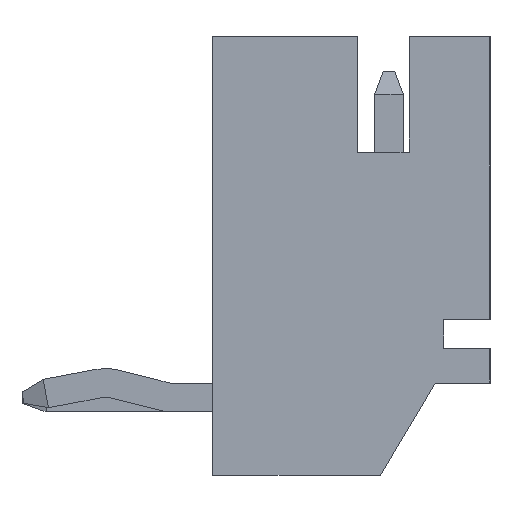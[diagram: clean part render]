
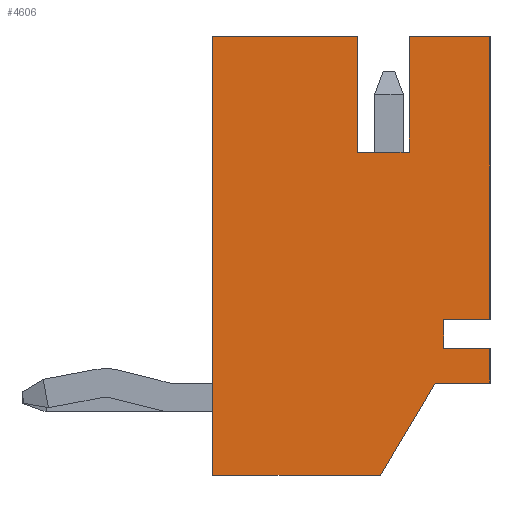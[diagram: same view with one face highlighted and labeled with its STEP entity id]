
A CAD part, left-side view. The second image highlights one B-rep face of the part: STEP entity #4606.
In plain terms, the highlighted planar face has unit normal (-1, 0, 0).
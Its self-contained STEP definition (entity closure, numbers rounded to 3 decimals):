
#654=ORIENTED_EDGE('',*,*,#1872,.F.);
#655=ORIENTED_EDGE('',*,*,#1873,.F.);
#656=ORIENTED_EDGE('',*,*,#1874,.F.);
#657=ORIENTED_EDGE('',*,*,#1875,.T.);
#658=ORIENTED_EDGE('',*,*,#1831,.T.);
#659=ORIENTED_EDGE('',*,*,#1876,.F.);
#660=ORIENTED_EDGE('',*,*,#1877,.F.);
#661=ORIENTED_EDGE('',*,*,#1814,.T.);
#662=ORIENTED_EDGE('',*,*,#1579,.T.);
#663=ORIENTED_EDGE('',*,*,#1878,.T.);
#664=ORIENTED_EDGE('',*,*,#1879,.T.);
#665=ORIENTED_EDGE('',*,*,#1880,.T.);
#666=ORIENTED_EDGE('',*,*,#1839,.T.);
#667=ORIENTED_EDGE('',*,*,#1836,.T.);
#1579=EDGE_CURVE('',#2243,#2242,#2684,.T.);
#1814=EDGE_CURVE('',#2411,#2243,#2900,.T.);
#1831=EDGE_CURVE('',#2422,#2421,#2916,.T.);
#1836=EDGE_CURVE('',#2427,#2426,#2921,.T.);
#1839=EDGE_CURVE('',#2429,#2427,#2924,.T.);
#1872=EDGE_CURVE('',#2453,#2426,#2957,.T.);
#1873=EDGE_CURVE('',#2454,#2453,#2958,.T.);
#1874=EDGE_CURVE('',#2455,#2454,#2959,.T.);
#1875=EDGE_CURVE('',#2455,#2422,#2960,.T.);
#1876=EDGE_CURVE('',#2456,#2421,#2961,.T.);
#1877=EDGE_CURVE('',#2411,#2456,#2962,.T.);
#1878=EDGE_CURVE('',#2242,#2457,#2963,.T.);
#1879=EDGE_CURVE('',#2457,#2458,#2964,.T.);
#1880=EDGE_CURVE('',#2458,#2429,#2965,.T.);
#2242=VERTEX_POINT('',#6507);
#2243=VERTEX_POINT('',#6509);
#2411=VERTEX_POINT('',#6971);
#2421=VERTEX_POINT('',#7003);
#2422=VERTEX_POINT('',#7005);
#2426=VERTEX_POINT('',#7014);
#2427=VERTEX_POINT('',#7016);
#2429=VERTEX_POINT('',#7022);
#2453=VERTEX_POINT('',#7083);
#2454=VERTEX_POINT('',#7085);
#2455=VERTEX_POINT('',#7087);
#2456=VERTEX_POINT('',#7090);
#2457=VERTEX_POINT('',#7093);
#2458=VERTEX_POINT('',#7095);
#2684=LINE('',#6508,#3299);
#2900=LINE('',#6970,#3515);
#2916=LINE('',#7004,#3531);
#2921=LINE('',#7015,#3536);
#2924=LINE('',#7021,#3539);
#2957=LINE('',#7082,#3572);
#2958=LINE('',#7084,#3573);
#2959=LINE('',#7086,#3574);
#2960=LINE('',#7088,#3575);
#2961=LINE('',#7089,#3576);
#2962=LINE('',#7091,#3577);
#2963=LINE('',#7092,#3578);
#2964=LINE('',#7094,#3579);
#2965=LINE('',#7096,#3580);
#3299=VECTOR('',#5208,1000.);
#3515=VECTOR('',#5580,1000.);
#3531=VECTOR('',#5610,1000.);
#3536=VECTOR('',#5617,1000.);
#3539=VECTOR('',#5622,1000.);
#3572=VECTOR('',#5663,1000.);
#3573=VECTOR('',#5664,1000.);
#3574=VECTOR('',#5665,1000.);
#3575=VECTOR('',#5666,1000.);
#3576=VECTOR('',#5667,1000.);
#3577=VECTOR('',#5668,1000.);
#3578=VECTOR('',#5669,1000.);
#3579=VECTOR('',#5670,1000.);
#3580=VECTOR('',#5671,1000.);
#3901=EDGE_LOOP('',(#654,#655,#656,#657,#658,#659,#660,#661,#662,#663,#664,
#665,#666,#667));
#4156=FACE_BOUND('',#3901,.T.);
#4399=PLANE('',#4897);
#4606=ADVANCED_FACE('',(#4156),#4399,.T.);
#4897=AXIS2_PLACEMENT_3D('',#7081,#5661,#5662);
#5208=DIRECTION('',(0.,0.,1.));
#5580=DIRECTION('',(0.,-1.,0.));
#5610=DIRECTION('',(0.,0.,-1.));
#5617=DIRECTION('',(0.,1.,0.));
#5622=DIRECTION('',(0.,0.,1.));
#5661=DIRECTION('',(-1.,0.,0.));
#5662=DIRECTION('',(0.,0.,1.));
#5663=DIRECTION('',(0.,0.,1.));
#5664=DIRECTION('',(0.,-1.,0.));
#5665=DIRECTION('',(0.,0.,-1.));
#5666=DIRECTION('',(0.,1.,0.));
#5667=DIRECTION('',(0.,1.,0.));
#5668=DIRECTION('',(0.,0.511,-0.86));
#5669=DIRECTION('',(0.,1.,0.));
#5670=DIRECTION('',(0.,0.,1.));
#5671=DIRECTION('',(0.,-1.,0.));
#6507=CARTESIAN_POINT('',(-11.,-2.4,-2.4));
#6508=CARTESIAN_POINT('',(-11.,-2.4,-3.));
#6509=CARTESIAN_POINT('',(-11.,-2.4,-3.));
#6970=CARTESIAN_POINT('',(-11.,2.4,-3.));
#6971=CARTESIAN_POINT('',(-11.,-1.45,-3.));
#7003=CARTESIAN_POINT('',(-11.,2.4,-4.6));
#7004=CARTESIAN_POINT('',(-11.,2.4,3.));
#7005=CARTESIAN_POINT('',(-11.,2.4,3.));
#7014=CARTESIAN_POINT('',(-11.,-1.,3.));
#7015=CARTESIAN_POINT('',(-11.,-2.4,3.));
#7016=CARTESIAN_POINT('',(-11.,-2.4,3.));
#7021=CARTESIAN_POINT('',(-11.,-2.4,-3.));
#7022=CARTESIAN_POINT('',(-11.,-2.4,-1.9));
#7081=CARTESIAN_POINT('',(-11.,0.,0.));
#7082=CARTESIAN_POINT('',(-11.,-1.,1.));
#7083=CARTESIAN_POINT('',(-11.,-1.,1.));
#7084=CARTESIAN_POINT('',(-11.,-0.1,1.));
#7085=CARTESIAN_POINT('',(-11.,-0.1,1.));
#7086=CARTESIAN_POINT('',(-11.,-0.1,3.));
#7087=CARTESIAN_POINT('',(-11.,-0.1,3.));
#7088=CARTESIAN_POINT('',(-11.,-2.4,3.));
#7089=CARTESIAN_POINT('',(-11.,-0.5,-4.6));
#7090=CARTESIAN_POINT('',(-11.,-0.5,-4.6));
#7091=CARTESIAN_POINT('',(-11.,-1.45,-3.));
#7092=CARTESIAN_POINT('',(-11.,0.,-2.4));
#7093=CARTESIAN_POINT('',(-11.,-1.6,-2.4));
#7094=CARTESIAN_POINT('',(-11.,-1.6,0.));
#7095=CARTESIAN_POINT('',(-11.,-1.6,-1.9));
#7096=CARTESIAN_POINT('',(-11.,0.,-1.9));
